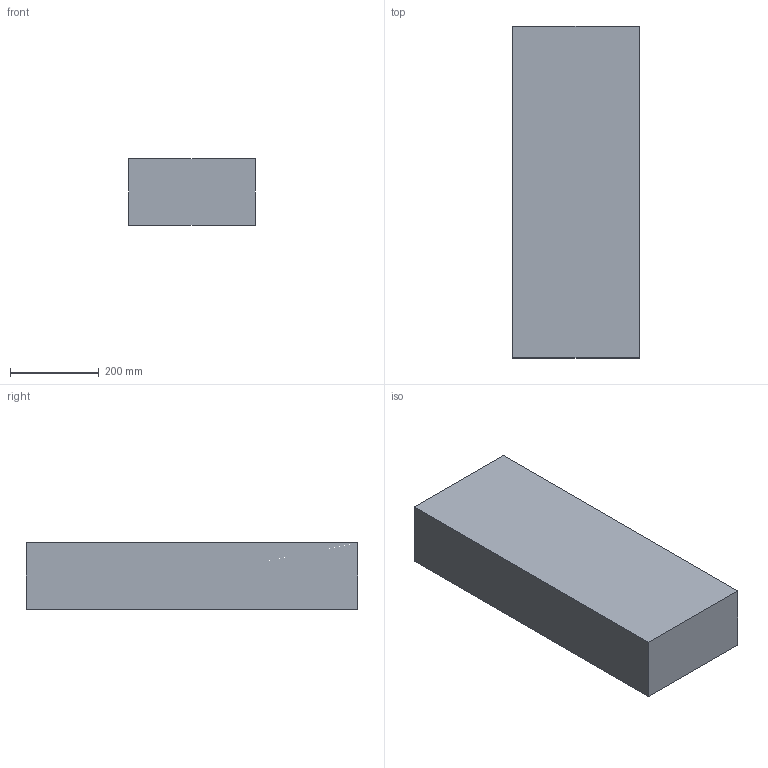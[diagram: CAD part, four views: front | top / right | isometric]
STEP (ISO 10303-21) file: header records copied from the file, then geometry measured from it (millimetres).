
FILE_DESCRIPTION(('FreeCAD Model'),'2;1');
FILE_NAME('flowDomain.step','2021-10-29T23:08:59',('Author'),(''), 'Open CASCADE STEP processor 7.3','FreeCAD','Unknown');
FILE_SCHEMA(('AUTOMOTIVE_DESIGN { 1 0 10303 214 1 1 1 1 }'));
Length unit declared in the file: millimetre
Products named in the file (1): FlowDomain
Bounding box: 285 x 750 x 150 mm (x, y, z)
Volume: 31188646.2 mm3; surface area: 798108.7 mm2
Topology: 1 solids, 2 shells, 17 faces, 33 edges, 23 vertices
Faces by surface type: extrusion 11, plane 6
Entity records: 33669 total; most frequent: CARTESIAN_POINT 33044, B_SPLINE_CURVE_WITH_KNOTS 68, DIRECTION 67, ORIENTED_EDGE 66, PCURVE 66, DEFINITIONAL_REPRESENTATION 66, VECTOR 53, LINE 42
